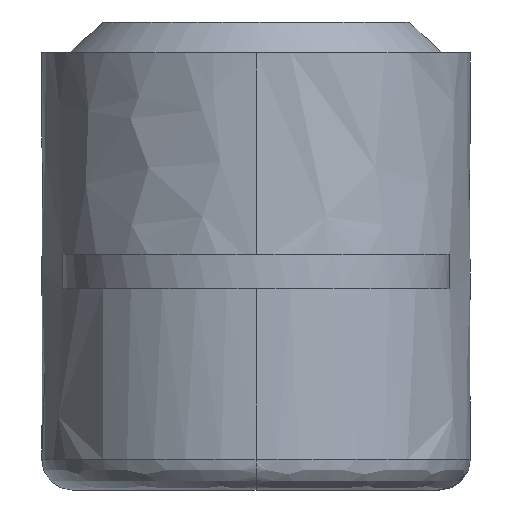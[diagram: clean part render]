
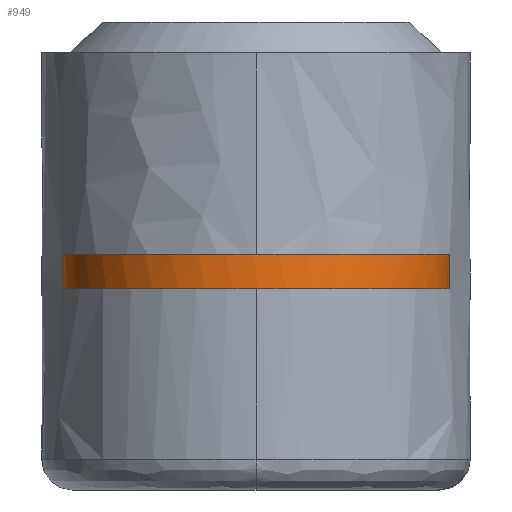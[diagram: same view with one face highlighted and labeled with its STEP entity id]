
A CAD part, left-side view. The second image highlights one B-rep face of the part: STEP entity #949.
In plain terms, the highlighted free-form (B-spline) face has degree [1, 2] with [2, 5] control points.
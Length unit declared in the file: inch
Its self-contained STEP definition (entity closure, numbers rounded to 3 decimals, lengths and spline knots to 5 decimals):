
#30 = EDGE_CURVE ( 'NONE', #1021, #619, #229, .T. ) ;
#71 = CARTESIAN_POINT ( 'NONE',  ( -0.37, 0., 0.52 ) ) ;
#81 = CARTESIAN_POINT ( 'NONE',  ( -0.37, 1., 0.61 ) ) ;
#89 =( BOUNDED_CURVE ( )  B_SPLINE_CURVE ( 2, ( #1256, #768, #756, #1382, #1562 ),
 .UNSPECIFIED., .F., .F. ) 
 B_SPLINE_CURVE_WITH_KNOTS ( ( 3, 2, 3 ),
 ( 1.5708, 3.14159, 4.71239 ),
 .UNSPECIFIED. ) 
 CURVE ( )  GEOMETRIC_REPRESENTATION_ITEM ( )  RATIONAL_B_SPLINE_CURVE ( ( 1., 0.707, 1., 0.707, 1. ) ) 
 REPRESENTATION_ITEM ( '' )  );
#163 = ORIENTED_EDGE ( 'NONE', *, *, #900, .F. ) ;
#199 = CARTESIAN_POINT ( 'NONE',  ( -0.37, 1., 0.52 ) ) ;
#212 = CARTESIAN_POINT ( 'NONE',  ( 0.13, 1., 0.61 ) ) ;
#229 =( BOUNDED_CURVE ( )  B_SPLINE_CURVE ( 2, ( #212, #81, #1134, #1145, #700 ),
 .UNSPECIFIED., .F., .F. ) 
 B_SPLINE_CURVE_WITH_KNOTS ( ( 3, 2, 3 ),
 ( 1.5708, 3.14159, 4.71239 ),
 .UNSPECIFIED. ) 
 CURVE ( )  GEOMETRIC_REPRESENTATION_ITEM ( )  RATIONAL_B_SPLINE_CURVE ( ( 1., 0.707, 1., 0.707, 1. ) ) 
 REPRESENTATION_ITEM ( '' )  );
#341 = CARTESIAN_POINT ( 'NONE',  ( 0.13, 0., 0.61 ) ) ;
#518 = CARTESIAN_POINT ( 'NONE',  ( 0.13, 0., 0.61 ) ) ;
#542 = CARTESIAN_POINT ( 'NONE',  ( -0.37, 0.5, 0.61 ) ) ;
#544 = EDGE_LOOP ( 'NONE', ( #1646, #163, #687, #1731 ) ) ;
#558 = CARTESIAN_POINT ( 'NONE',  ( 0.13, 1., 0.52 ) ) ;
#619 = VERTEX_POINT ( 'NONE', #518 ) ;
#674 = B_SPLINE_CURVE_WITH_KNOTS ( 'NONE', 1,
 ( #984, #1907 ),
 .UNSPECIFIED., .F., .F.,
 ( 2, 2 ),
 ( -0.045, 0.045 ),
 .UNSPECIFIED. ) ;
#687 = ORIENTED_EDGE ( 'NONE', *, *, #804, .T. ) ;
#700 = CARTESIAN_POINT ( 'NONE',  ( 0.13, 0., 0.61 ) ) ;
#737 = VERTEX_POINT ( 'NONE', #1661 ) ;
#739 = EDGE_CURVE ( 'NONE', #737, #1021, #1926, .T. ) ;
#756 = CARTESIAN_POINT ( 'NONE',  ( -0.37, 0.5, 0.52 ) ) ;
#768 = CARTESIAN_POINT ( 'NONE',  ( -0.37, 0., 0.52 ) ) ;
#804 = EDGE_CURVE ( 'NONE', #1344, #619, #674, .T. ) ;
#878 = CARTESIAN_POINT ( 'NONE',  ( 0.13, 1., 0.61 ) ) ;
#900 = EDGE_CURVE ( 'NONE', #1344, #737, #89, .T. ) ;
#949 = ADVANCED_FACE ( 'NONE', ( #1469 ), #1326, .T. ) ;
#957 = CARTESIAN_POINT ( 'NONE',  ( 0.13, 1., 0.52 ) ) ;
#984 = CARTESIAN_POINT ( 'NONE',  ( 0.13, 0., 0.52 ) ) ;
#1021 = VERTEX_POINT ( 'NONE', #878 ) ;
#1110 = CARTESIAN_POINT ( 'NONE',  ( -0.37, 1., 0.61 ) ) ;
#1134 = CARTESIAN_POINT ( 'NONE',  ( -0.37, 0.5, 0.61 ) ) ;
#1145 = CARTESIAN_POINT ( 'NONE',  ( -0.37, 0., 0.61 ) ) ;
#1256 = CARTESIAN_POINT ( 'NONE',  ( 0.13, 0., 0.52 ) ) ;
#1326 =( BOUNDED_SURFACE ( )  B_SPLINE_SURFACE ( 1, 2, ( 
 ( #1878, #1110, #542, #1728, #341 ),
 ( #957, #199, #1900, #71, #1912 ) ),
 .UNSPECIFIED., .F., .F., .T. ) 
 B_SPLINE_SURFACE_WITH_KNOTS ( ( 2, 2 ),
 ( 3, 2, 3 ),
 ( -0.09, 0.09 ),
 ( 1.5708, 3.14159, 4.71239 ),
 .UNSPECIFIED. ) 
 GEOMETRIC_REPRESENTATION_ITEM ( )  RATIONAL_B_SPLINE_SURFACE ( (
 ( 1., 0.707, 1., 0.707, 1.),
 ( 1., 0.707, 1., 0.707, 1.) ) ) 
 REPRESENTATION_ITEM ( '' )  SURFACE ( )  );
#1344 = VERTEX_POINT ( 'NONE', #1609 ) ;
#1382 = CARTESIAN_POINT ( 'NONE',  ( -0.37, 1., 0.52 ) ) ;
#1469 = FACE_OUTER_BOUND ( 'NONE', #544, .T. ) ;
#1499 = CARTESIAN_POINT ( 'NONE',  ( 0.13, 1., 0.61 ) ) ;
#1562 = CARTESIAN_POINT ( 'NONE',  ( 0.13, 1., 0.52 ) ) ;
#1609 = CARTESIAN_POINT ( 'NONE',  ( 0.13, 0., 0.52 ) ) ;
#1646 = ORIENTED_EDGE ( 'NONE', *, *, #739, .F. ) ;
#1661 = CARTESIAN_POINT ( 'NONE',  ( 0.13, 1., 0.52 ) ) ;
#1728 = CARTESIAN_POINT ( 'NONE',  ( -0.37, 0., 0.61 ) ) ;
#1731 = ORIENTED_EDGE ( 'NONE', *, *, #30, .F. ) ;
#1878 = CARTESIAN_POINT ( 'NONE',  ( 0.13, 1., 0.61 ) ) ;
#1900 = CARTESIAN_POINT ( 'NONE',  ( -0.37, 0.5, 0.52 ) ) ;
#1907 = CARTESIAN_POINT ( 'NONE',  ( 0.13, 0., 0.61 ) ) ;
#1912 = CARTESIAN_POINT ( 'NONE',  ( 0.13, 0., 0.52 ) ) ;
#1926 = B_SPLINE_CURVE_WITH_KNOTS ( 'NONE', 1,
 ( #558, #1499 ),
 .UNSPECIFIED., .F., .F.,
 ( 2, 2 ),
 ( -0.045, 0.045 ),
 .UNSPECIFIED. ) ;
